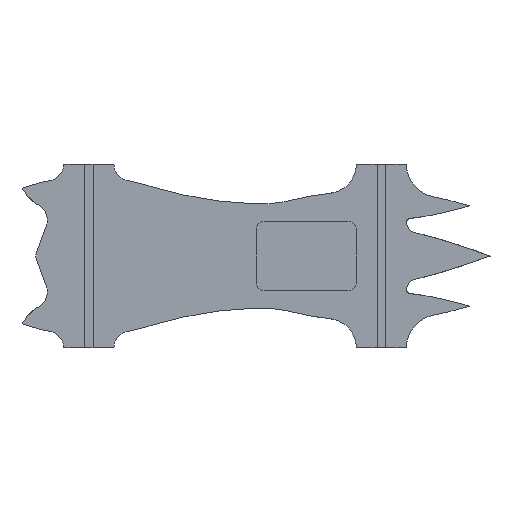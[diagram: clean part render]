
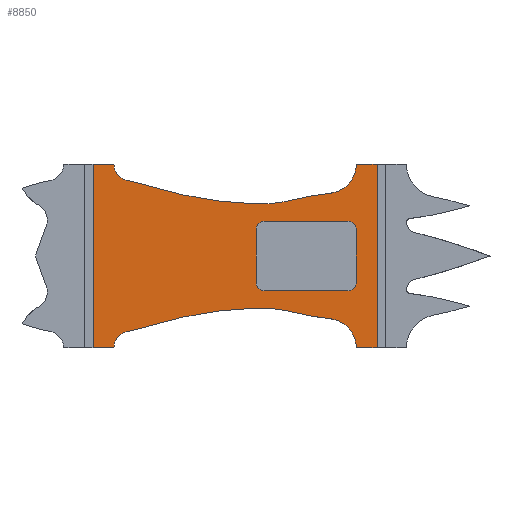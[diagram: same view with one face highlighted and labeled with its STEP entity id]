
A CAD part, front view. The second image highlights one B-rep face of the part: STEP entity #8850.
In plain terms, the highlighted planar face has unit normal (0, -1, 0).
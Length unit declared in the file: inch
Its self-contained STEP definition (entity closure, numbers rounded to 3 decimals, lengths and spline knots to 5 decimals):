
#13=CARTESIAN_POINT('',(1.06138,0.,-1.375));
#14=DIRECTION('',(0.,1.,0.));
#15=DIRECTION('',(0.119,0.,0.993));
#16=AXIS2_PLACEMENT_3D('',#13,#14,#15);
#18=CARTESIAN_POINT('',(1.70687,0.,4.02517));
#19=DIRECTION('',(0.,1.,0.));
#20=DIRECTION('',(-0.119,0.,-0.993));
#21=AXIS2_PLACEMENT_3D('',#18,#19,#20);
#23=CARTESIAN_POINT('',(0.06075,0.,-2.77852));
#24=DIRECTION('',(0.,1.,0.));
#25=DIRECTION('',(-0.03,0.,1.));
#26=AXIS2_PLACEMENT_3D('',#23,#24,#25);
#28=CARTESIAN_POINT('',(0.18225,0.,-6.77668));
#29=DIRECTION('',(0.,1.,0.));
#30=DIRECTION('',(-0.298,0.,0.955));
#31=AXIS2_PLACEMENT_3D('',#28,#29,#30);
#33=CARTESIAN_POINT('',(-2.5,0.,1.81434));
#34=DIRECTION('',(0.,1.,0.));
#35=DIRECTION('',(0.298,0.,-0.955));
#36=AXIS2_PLACEMENT_3D('',#33,#34,#35);
#38=CARTESIAN_POINT('',(-1.875,0.,-1.375));
#39=DIRECTION('',(0.,1.,0.));
#40=DIRECTION('',(-1.,0.,0.));
#41=AXIS2_PLACEMENT_3D('',#38,#39,#40);
#43=DIRECTION('',(-1.,0.,0.));
#44=VECTOR('',#43,0.3125);
#45=CARTESIAN_POINT('',(-2.125,0.,-1.375));
#46=LINE('',#45,#44);
#47=DIRECTION('',(0.,0.,-1.));
#48=VECTOR('',#47,2.75);
#49=CARTESIAN_POINT('',(-2.4375,0.,1.375));
#50=LINE('',#49,#48);
#51=DIRECTION('',(1.,0.,0.));
#52=VECTOR('',#51,0.3125);
#53=CARTESIAN_POINT('',(-2.4375,0.,1.375));
#54=LINE('',#53,#52);
#55=CARTESIAN_POINT('',(-1.875,0.,1.375));
#56=DIRECTION('',(0.,1.,0.));
#57=DIRECTION('',(-0.192,0.,-0.981));
#58=AXIS2_PLACEMENT_3D('',#55,#56,#57);
#60=CARTESIAN_POINT('',(-2.5,0.,-1.81434));
#61=DIRECTION('',(0.,-1.,0.));
#62=DIRECTION('',(0.298,0.,0.955));
#63=AXIS2_PLACEMENT_3D('',#60,#61,#62);
#65=CARTESIAN_POINT('',(0.18225,0.,6.77668));
#66=DIRECTION('',(0.,-1.,0.));
#67=DIRECTION('',(-0.298,0.,-0.955));
#68=AXIS2_PLACEMENT_3D('',#65,#66,#67);
#70=CARTESIAN_POINT('',(0.06075,0.,2.77852));
#71=DIRECTION('',(0.,-1.,0.));
#72=DIRECTION('',(-0.03,0.,-1.));
#73=AXIS2_PLACEMENT_3D('',#70,#71,#72);
#75=CARTESIAN_POINT('',(1.70687,0.,-4.02517));
#76=DIRECTION('',(0.,-1.,0.));
#77=DIRECTION('',(-0.119,0.,0.993));
#78=AXIS2_PLACEMENT_3D('',#75,#76,#77);
#80=CARTESIAN_POINT('',(1.06138,0.,1.375));
#81=DIRECTION('',(0.,1.,0.));
#82=DIRECTION('',(1.,0.,0.));
#83=AXIS2_PLACEMENT_3D('',#80,#81,#82);
#85=DIRECTION('',(1.,0.,0.));
#86=VECTOR('',#85,0.3125);
#87=CARTESIAN_POINT('',(1.5,0.,1.375));
#88=LINE('',#87,#86);
#89=DIRECTION('',(0.,0.,-1.));
#90=VECTOR('',#89,2.75);
#91=CARTESIAN_POINT('',(1.8125,0.,1.375));
#92=LINE('',#91,#90);
#93=DIRECTION('',(-1.,0.,0.));
#94=VECTOR('',#93,0.3125);
#95=CARTESIAN_POINT('',(1.8125,0.,-1.375));
#96=LINE('',#95,#94);
#227=DIRECTION('',(-1.,0.,0.));
#228=VECTOR('',#227,1.25);
#229=CARTESIAN_POINT('',(1.375,0.,0.51723));
#230=LINE('',#229,#228);
#231=CARTESIAN_POINT('',(0.125,0.,0.39223));
#232=DIRECTION('',(0.,-1.,0.));
#233=DIRECTION('',(0.,0.,1.));
#234=AXIS2_PLACEMENT_3D('',#231,#232,#233);
#236=DIRECTION('',(0.,0.,-1.));
#237=VECTOR('',#236,0.78446);
#238=CARTESIAN_POINT('',(0.,0.,0.39223));
#239=LINE('',#238,#237);
#240=CARTESIAN_POINT('',(0.125,0.,-0.39223));
#241=DIRECTION('',(0.,-1.,0.));
#242=DIRECTION('',(-1.,0.,0.));
#243=AXIS2_PLACEMENT_3D('',#240,#241,#242);
#245=DIRECTION('',(1.,0.,0.));
#246=VECTOR('',#245,1.25);
#247=CARTESIAN_POINT('',(0.125,0.,-0.51723));
#248=LINE('',#247,#246);
#249=CARTESIAN_POINT('',(1.375,0.,-0.39223));
#250=DIRECTION('',(0.,-1.,0.));
#251=DIRECTION('',(0.,0.,-1.));
#252=AXIS2_PLACEMENT_3D('',#249,#250,#251);
#254=DIRECTION('',(0.,0.,1.));
#255=VECTOR('',#254,0.78446);
#256=CARTESIAN_POINT('',(1.5,0.,-0.39223));
#257=LINE('',#256,#255);
#258=CARTESIAN_POINT('',(1.375,0.,0.39223));
#259=DIRECTION('',(0.,-1.,0.));
#260=DIRECTION('',(1.,0.,0.));
#261=AXIS2_PLACEMENT_3D('',#258,#259,#260);
#8364=CARTESIAN_POINT('',(-2.4375,0.,1.375));
#8365=CARTESIAN_POINT('',(-2.4375,0.,-1.375));
#8366=VERTEX_POINT('',#8364);
#8367=VERTEX_POINT('',#8365);
#8368=CARTESIAN_POINT('',(1.8125,0.,1.375));
#8369=CARTESIAN_POINT('',(1.8125,0.,-1.375));
#8370=VERTEX_POINT('',#8368);
#8371=VERTEX_POINT('',#8369);
#8400=CARTESIAN_POINT('',(-1.60592,0.,-1.04933));
#8401=CARTESIAN_POINT('',(0.,0.,-0.77944));
#8402=VERTEX_POINT('',#8400);
#8403=VERTEX_POINT('',#8401);
#8404=CARTESIAN_POINT('',(0.53107,0.,-0.83461));
#8405=VERTEX_POINT('',#8404);
#8420=CARTESIAN_POINT('',(-1.60592,0.,1.04933));
#8421=CARTESIAN_POINT('',(0.,0.,0.77944));
#8422=VERTEX_POINT('',#8420);
#8423=VERTEX_POINT('',#8421);
#8424=CARTESIAN_POINT('',(0.53107,0.,0.83461));
#8425=VERTEX_POINT('',#8424);
#8444=CARTESIAN_POINT('',(1.11344,0.,-0.93948));
#8445=CARTESIAN_POINT('',(1.5,0.,-1.375));
#8446=VERTEX_POINT('',#8444);
#8447=VERTEX_POINT('',#8445);
#8462=CARTESIAN_POINT('',(-2.125,0.,-1.375));
#8463=VERTEX_POINT('',#8462);
#8464=CARTESIAN_POINT('',(-1.92308,0.,-1.12967));
#8465=VERTEX_POINT('',#8464);
#8474=CARTESIAN_POINT('',(-1.92308,0.,1.12967));
#8475=CARTESIAN_POINT('',(-2.125,0.,1.375));
#8476=VERTEX_POINT('',#8474);
#8477=VERTEX_POINT('',#8475);
#8486=CARTESIAN_POINT('',(1.5,0.,1.375));
#8487=VERTEX_POINT('',#8486);
#8488=CARTESIAN_POINT('',(1.11344,0.,0.93948));
#8489=VERTEX_POINT('',#8488);
#8773=CARTESIAN_POINT('',(1.375,0.,0.51723));
#8774=CARTESIAN_POINT('',(0.125,0.,0.51723));
#8775=VERTEX_POINT('',#8773);
#8776=VERTEX_POINT('',#8774);
#8777=CARTESIAN_POINT('',(0.,0.,0.39223));
#8778=VERTEX_POINT('',#8777);
#8779=CARTESIAN_POINT('',(0.,0.,-0.39223));
#8780=VERTEX_POINT('',#8779);
#8781=CARTESIAN_POINT('',(0.125,0.,-0.51723));
#8782=VERTEX_POINT('',#8781);
#8783=CARTESIAN_POINT('',(1.375,0.,-0.51723));
#8784=VERTEX_POINT('',#8783);
#8785=CARTESIAN_POINT('',(1.5,0.,-0.39223));
#8786=VERTEX_POINT('',#8785);
#8787=CARTESIAN_POINT('',(1.5,0.,0.39223));
#8788=VERTEX_POINT('',#8787);
#8789=CARTESIAN_POINT('',(0.,0.,0.));
#8790=DIRECTION('',(0.,1.,0.));
#8791=DIRECTION('',(1.,0.,0.));
#8792=AXIS2_PLACEMENT_3D('',#8789,#8790,#8791);
#8793=PLANE('',#8792);
#8795=ORIENTED_EDGE('',*,*,#8794,.F.);
#8797=ORIENTED_EDGE('',*,*,#8796,.T.);
#8799=ORIENTED_EDGE('',*,*,#8798,.F.);
#8801=ORIENTED_EDGE('',*,*,#8800,.F.);
#8803=ORIENTED_EDGE('',*,*,#8802,.T.);
#8805=ORIENTED_EDGE('',*,*,#8804,.F.);
#8807=ORIENTED_EDGE('',*,*,#8806,.T.);
#8809=ORIENTED_EDGE('',*,*,#8808,.F.);
#8811=ORIENTED_EDGE('',*,*,#8810,.T.);
#8813=ORIENTED_EDGE('',*,*,#8812,.F.);
#8815=ORIENTED_EDGE('',*,*,#8814,.F.);
#8817=ORIENTED_EDGE('',*,*,#8816,.T.);
#8819=ORIENTED_EDGE('',*,*,#8818,.T.);
#8821=ORIENTED_EDGE('',*,*,#8820,.F.);
#8823=ORIENTED_EDGE('',*,*,#8822,.F.);
#8825=ORIENTED_EDGE('',*,*,#8824,.T.);
#8827=ORIENTED_EDGE('',*,*,#8826,.T.);
#8829=ORIENTED_EDGE('',*,*,#8828,.T.);
#8830=EDGE_LOOP('',(#8795,#8797,#8799,#8801,#8803,#8805,#8807,#8809,#8811,#8813,
#8815,#8817,#8819,#8821,#8823,#8825,#8827,#8829));
#8831=FACE_OUTER_BOUND('',#8830,.F.);
#8833=ORIENTED_EDGE('',*,*,#8832,.T.);
#8835=ORIENTED_EDGE('',*,*,#8834,.T.);
#8837=ORIENTED_EDGE('',*,*,#8836,.T.);
#8839=ORIENTED_EDGE('',*,*,#8838,.T.);
#8841=ORIENTED_EDGE('',*,*,#8840,.T.);
#8843=ORIENTED_EDGE('',*,*,#8842,.T.);
#8845=ORIENTED_EDGE('',*,*,#8844,.T.);
#8847=ORIENTED_EDGE('',*,*,#8846,.T.);
#8848=EDGE_LOOP('',(#8833,#8835,#8837,#8839,#8841,#8843,#8845,#8847));
#8849=FACE_BOUND('',#8848,.F.);
#17=CIRCLE('',#16,0.43862);
#22=CIRCLE('',#21,5.);
#27=CIRCLE('',#26,2.);
#32=CIRCLE('',#31,6.);
#37=CIRCLE('',#36,3.);
#42=CIRCLE('',#41,0.25);
#59=CIRCLE('',#58,0.25);
#64=CIRCLE('',#63,3.);
#69=CIRCLE('',#68,6.);
#74=CIRCLE('',#73,2.);
#79=CIRCLE('',#78,5.);
#84=CIRCLE('',#83,0.43862);
#235=CIRCLE('',#234,0.125);
#244=CIRCLE('',#243,0.125);
#253=CIRCLE('',#252,0.125);
#262=CIRCLE('',#261,0.125);
#8794=EDGE_CURVE('',#8446,#8447,#17,.T.);
#8796=EDGE_CURVE('',#8446,#8405,#22,.T.);
#8798=EDGE_CURVE('',#8403,#8405,#27,.T.);
#8800=EDGE_CURVE('',#8402,#8403,#32,.T.);
#8802=EDGE_CURVE('',#8402,#8465,#37,.T.);
#8804=EDGE_CURVE('',#8463,#8465,#42,.T.);
#8806=EDGE_CURVE('',#8463,#8367,#46,.T.);
#8808=EDGE_CURVE('',#8366,#8367,#50,.T.);
#8810=EDGE_CURVE('',#8366,#8477,#54,.T.);
#8812=EDGE_CURVE('',#8476,#8477,#59,.T.);
#8814=EDGE_CURVE('',#8422,#8476,#64,.T.);
#8816=EDGE_CURVE('',#8422,#8423,#69,.T.);
#8818=EDGE_CURVE('',#8423,#8425,#74,.T.);
#8820=EDGE_CURVE('',#8489,#8425,#79,.T.);
#8822=EDGE_CURVE('',#8487,#8489,#84,.T.);
#8824=EDGE_CURVE('',#8487,#8370,#88,.T.);
#8826=EDGE_CURVE('',#8370,#8371,#92,.T.);
#8828=EDGE_CURVE('',#8371,#8447,#96,.T.);
#8832=EDGE_CURVE('',#8775,#8776,#230,.T.);
#8834=EDGE_CURVE('',#8776,#8778,#235,.T.);
#8836=EDGE_CURVE('',#8778,#8780,#239,.T.);
#8838=EDGE_CURVE('',#8780,#8782,#244,.T.);
#8840=EDGE_CURVE('',#8782,#8784,#248,.T.);
#8842=EDGE_CURVE('',#8784,#8786,#253,.T.);
#8844=EDGE_CURVE('',#8786,#8788,#257,.T.);
#8846=EDGE_CURVE('',#8788,#8775,#262,.T.);
#8850=ADVANCED_FACE('',(#8831,#8849),#8793,.F.);
